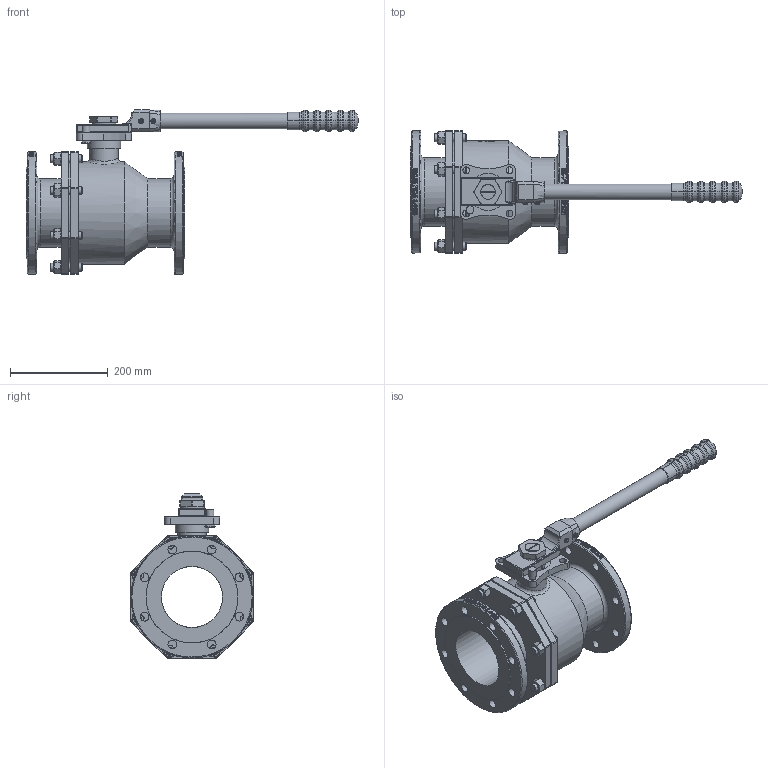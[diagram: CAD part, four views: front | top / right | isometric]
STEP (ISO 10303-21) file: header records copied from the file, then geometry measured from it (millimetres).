
FILE_DESCRIPTION(('HOOPS Exchange Step'),'2;1');
FILE_NAME('FK0600_DN125.stp','2025-08-04T14:09:05+02:00',('nieru'),('Unknown organisation'),'HOOPS Exchange 2024.2','HOOPS Exchange','Unknown authorisation');
FILE_SCHEMA( ('AP203_CONFIGURATION_CONTROLLED_3D_DESIGN_OF_MECHANICAL_PARTS_AND_ASSEMBLIES_MIM_LF') );
Length unit declared in the file: millimetre
Products named in the file (2): 0; root
Assembly tree (1 placements, depth 2):
  root
    0
Bounding box: 679.5 x 250 x 336 mm (x, y, z)
Volume: 6788251.7 mm3; surface area: 719824.1 mm2
Topology: 1 solids, 1 shells, 1032 faces, 2809 edges, 1871 vertices
Faces by surface type: plane 448, bspline 260, cylinder 220, torus 58, cone 46
Full cylindrical faces by diameter (mm): 10 x2, 12 x1, 14 x3, 16 x25, 17 x8, 18 x16, 32 x1, 33 x1, 34 x1, 50 x1, 58 x1, 68 x1, 76 x1, 125 x1, 141 x2, 188 x2, 210 x2, 250 x2
Entity records: 105273 total; most frequent: CARTESIAN_POINT 81509, ORIENTED_EDGE 5612, DIRECTION 3592, EDGE_CURVE 2806, VERTEX_POINT 1872, AXIS2_PLACEMENT_3D 1275, EDGE_LOOP 1200, FACE_BOUND 1200
